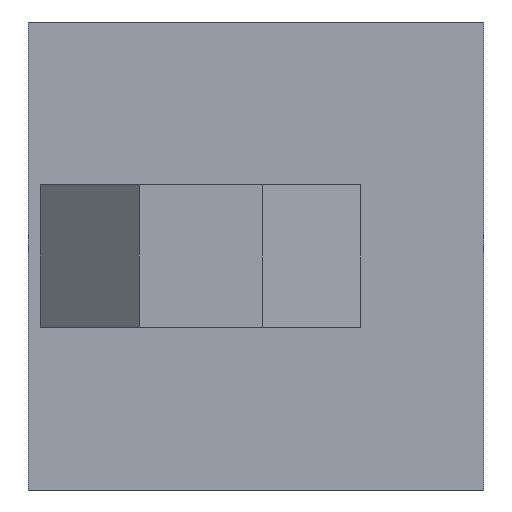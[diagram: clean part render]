
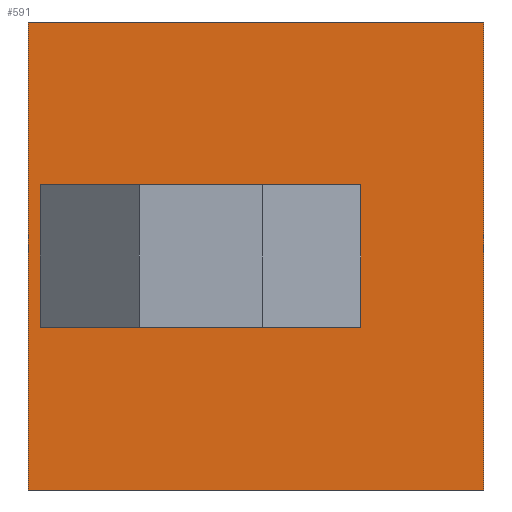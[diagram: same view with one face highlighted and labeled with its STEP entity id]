
A CAD part, left-side view. The second image highlights one B-rep face of the part: STEP entity #591.
In plain terms, the highlighted planar face has unit normal (-1, 0, 0).
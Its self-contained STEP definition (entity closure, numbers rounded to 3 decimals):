
#7 = EDGE_CURVE ( 'NONE', #416, #385, #1131, .T. ) ;
#129 = AXIS2_PLACEMENT_3D ( 'NONE', #902, #900, #899 ) ;
#132 = AXIS2_PLACEMENT_3D ( 'NONE', #674, #671, #668 ) ;
#133 = AXIS2_PLACEMENT_3D ( 'NONE', #686, #685, #684 ) ;
#165 = EDGE_CURVE ( 'NONE', #398, #439, #1296, .T. ) ;
#166 = EDGE_CURVE ( 'NONE', #439, #381, #1297, .T. ) ;
#167 = EDGE_CURVE ( 'NONE', #241, #230, #1299, .T. ) ;
#169 = EDGE_CURVE ( 'NONE', #381, #233, #1301, .T. ) ;
#170 = EDGE_CURVE ( 'NONE', #233, #241, #1302, .T. ) ;
#171 = EDGE_CURVE ( 'NONE', #229, #385, #1304, .T. ) ;
#172 = EDGE_CURVE ( 'NONE', #410, #229, #1306, .T. ) ;
#174 = EDGE_CURVE ( 'NONE', #230, #398, #1310, .T. ) ;
#176 = EDGE_CURVE ( 'NONE', #410, #416, #1314, .T. ) ;
#229 = VERTEX_POINT ( 'NONE', #1007 ) ;
#230 = VERTEX_POINT ( 'NONE', #1041 ) ;
#233 = VERTEX_POINT ( 'NONE', #999 ) ;
#241 = VERTEX_POINT ( 'NONE', #982 ) ;
#326 = DIRECTION ( 'NONE',  ( 0., -1., 0. ) ) ;
#334 = CARTESIAN_POINT ( 'NONE',  ( 0., 0., 0. ) ) ;
#381 = VERTEX_POINT ( 'NONE', #955 ) ;
#385 = VERTEX_POINT ( 'NONE', #954 ) ;
#398 = VERTEX_POINT ( 'NONE', #953 ) ;
#410 = VERTEX_POINT ( 'NONE', #931 ) ;
#416 = VERTEX_POINT ( 'NONE', #927 ) ;
#439 = VERTEX_POINT ( 'NONE', #913 ) ;
#461 = EDGE_LOOP ( 'NONE', ( #494, #495, #496, #497, #498, #499 ) ) ;
#467 = EDGE_LOOP ( 'NONE', ( #490, #491, #492, #493 ) ) ;
#490 = ORIENTED_EDGE ( 'NONE', *, *, #7, .T. ) ;
#491 = ORIENTED_EDGE ( 'NONE', *, *, #171, .F. ) ;
#492 = ORIENTED_EDGE ( 'NONE', *, *, #172, .F. ) ;
#493 = ORIENTED_EDGE ( 'NONE', *, *, #176, .T. ) ;
#494 = ORIENTED_EDGE ( 'NONE', *, *, #174, .F. ) ;
#495 = ORIENTED_EDGE ( 'NONE', *, *, #167, .F. ) ;
#496 = ORIENTED_EDGE ( 'NONE', *, *, #170, .F. ) ;
#497 = ORIENTED_EDGE ( 'NONE', *, *, #169, .F. ) ;
#498 = ORIENTED_EDGE ( 'NONE', *, *, #166, .F. ) ;
#499 = ORIENTED_EDGE ( 'NONE', *, *, #165, .F. ) ;
#591 = ADVANCED_FACE ( 'NONE', ( #1326, #1325 ), #910, .F. ) ;
#649 = DIRECTION ( 'NONE',  ( 0., 0., -1. ) ) ;
#652 = CARTESIAN_POINT ( 'NONE',  ( 0., -18.5, 19. ) ) ;
#654 = DIRECTION ( 'NONE',  ( 0., 0., -1. ) ) ;
#655 = DIRECTION ( 'NONE',  ( 0., 0., 1. ) ) ;
#667 = CARTESIAN_POINT ( 'NONE',  ( 0., 0., 19. ) ) ;
#668 = DIRECTION ( 'NONE',  ( 0., 1., 0. ) ) ;
#671 = DIRECTION ( 'NONE',  ( -1., 0., 0. ) ) ;
#674 = CARTESIAN_POINT ( 'NONE',  ( 0., -7.5, 9.5 ) ) ;
#675 = DIRECTION ( 'NONE',  ( 0., -1., 0. ) ) ;
#682 = CARTESIAN_POINT ( 'NONE',  ( 0., -6.5, 7. ) ) ;
#684 = DIRECTION ( 'NONE',  ( 0., -1., 0. ) ) ;
#685 = DIRECTION ( 'NONE',  ( -1., 0., 0. ) ) ;
#686 = CARTESIAN_POINT ( 'NONE',  ( 0., -6.5, 9.5 ) ) ;
#701 = DIRECTION ( 'NONE',  ( 0., 0., -1. ) ) ;
#703 = CARTESIAN_POINT ( 'NONE',  ( 0., -4., 9.5 ) ) ;
#899 = DIRECTION ( 'NONE',  ( 0., 1., 0. ) ) ;
#900 = DIRECTION ( 'NONE',  ( 1., 0., 0. ) ) ;
#902 = CARTESIAN_POINT ( 'NONE',  ( 0., 0., 19. ) ) ;
#910 = PLANE ( 'NONE',  #129 ) ;
#913 = CARTESIAN_POINT ( 'NONE',  ( 0., -4., 9.5 ) ) ;
#927 = CARTESIAN_POINT ( 'NONE',  ( 0., 0., 0. ) ) ;
#931 = CARTESIAN_POINT ( 'NONE',  ( 0., 0., 19. ) ) ;
#953 = CARTESIAN_POINT ( 'NONE',  ( 0., -4., 12. ) ) ;
#954 = CARTESIAN_POINT ( 'NONE',  ( 0., -18.5, 0. ) ) ;
#955 = CARTESIAN_POINT ( 'NONE',  ( 0., -6.5, 7. ) ) ;
#959 = CARTESIAN_POINT ( 'NONE',  ( 0., -10., 7. ) ) ;
#982 = CARTESIAN_POINT ( 'NONE',  ( 0., -10., 9.5 ) ) ;
#999 = CARTESIAN_POINT ( 'NONE',  ( 0., -10., 7. ) ) ;
#1007 = CARTESIAN_POINT ( 'NONE',  ( 0., -18.5, 19. ) ) ;
#1041 = CARTESIAN_POINT ( 'NONE',  ( 0., -7.5, 12. ) ) ;
#1050 = DIRECTION ( 'NONE',  ( 0., 1., 0. ) ) ;
#1053 = CARTESIAN_POINT ( 'NONE',  ( 0., -4., 12. ) ) ;
#1061 = DIRECTION ( 'NONE',  ( 0., -1., 0. ) ) ;
#1064 = CARTESIAN_POINT ( 'NONE',  ( 0., 0., 19. ) ) ;
#1131 = LINE ( 'NONE', #334, #1135 ) ;
#1135 = VECTOR ( 'NONE', #326, 1000. ) ;
#1296 = LINE ( 'NONE', #703, #1298 ) ;
#1297 = CIRCLE ( 'NONE', #133, 2.5 ) ;
#1298 = VECTOR ( 'NONE', #701, 1000. ) ;
#1299 = CIRCLE ( 'NONE', #132, 2.5 ) ;
#1301 = LINE ( 'NONE', #682, #1303 ) ;
#1302 = LINE ( 'NONE', #959, #1305 ) ;
#1303 = VECTOR ( 'NONE', #675, 1000. ) ;
#1304 = LINE ( 'NONE', #652, #1307 ) ;
#1305 = VECTOR ( 'NONE', #655, 1000. ) ;
#1306 = LINE ( 'NONE', #1064, #1309 ) ;
#1307 = VECTOR ( 'NONE', #649, 1000. ) ;
#1309 = VECTOR ( 'NONE', #1061, 1000. ) ;
#1310 = LINE ( 'NONE', #1053, #1313 ) ;
#1313 = VECTOR ( 'NONE', #1050, 1000. ) ;
#1314 = LINE ( 'NONE', #667, #1316 ) ;
#1316 = VECTOR ( 'NONE', #654, 1000. ) ;
#1325 = FACE_BOUND ( 'NONE', #461, .T. ) ;
#1326 = FACE_OUTER_BOUND ( 'NONE', #467, .T. ) ;
